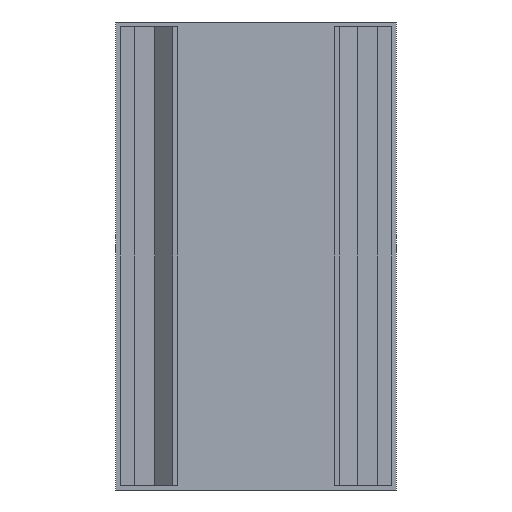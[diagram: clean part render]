
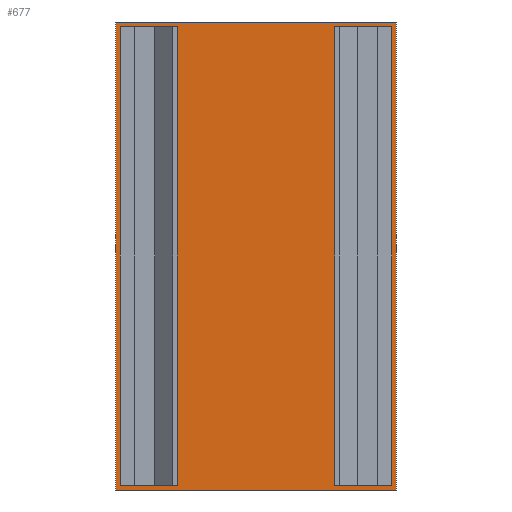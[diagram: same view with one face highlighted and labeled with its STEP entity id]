
A CAD part, front view. The second image highlights one B-rep face of the part: STEP entity #677.
In plain terms, the highlighted planar face has unit normal (0, -1, 0).
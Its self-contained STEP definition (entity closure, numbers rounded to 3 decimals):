
#15=FACE_BOUND('',#60,.T.);
#16=FACE_BOUND('',#61,.T.);
#23=FACE_OUTER_BOUND('',#59,.T.);
#59=EDGE_LOOP('',(#482,#483,#484,#485));
#60=EDGE_LOOP('',(#486,#487,#488,#489));
#61=EDGE_LOOP('',(#490,#491,#492,#493));
#94=LINE('',#942,#190);
#96=LINE('',#948,#192);
#106=LINE('',#967,#202);
#107=LINE('',#970,#203);
#117=LINE('',#990,#213);
#124=LINE('',#1005,#220);
#125=LINE('',#1007,#221);
#126=LINE('',#1009,#222);
#127=LINE('',#1010,#223);
#128=LINE('',#1011,#224);
#129=LINE('',#1013,#225);
#130=LINE('',#1014,#226);
#190=VECTOR('',#770,10.);
#192=VECTOR('',#774,10.);
#202=VECTOR('',#786,10.);
#203=VECTOR('',#789,10.);
#213=VECTOR('',#803,10.);
#220=VECTOR('',#812,10.);
#221=VECTOR('',#813,10.);
#222=VECTOR('',#814,10.);
#223=VECTOR('',#815,10.);
#224=VECTOR('',#816,10.);
#225=VECTOR('',#817,10.);
#226=VECTOR('',#818,10.);
#284=VERTEX_POINT('',#936);
#286=VERTEX_POINT('',#940);
#287=VERTEX_POINT('',#944);
#289=VERTEX_POINT('',#947);
#297=VERTEX_POINT('',#965);
#298=VERTEX_POINT('',#969);
#306=VERTEX_POINT('',#989);
#312=VERTEX_POINT('',#1003);
#313=VERTEX_POINT('',#1004);
#314=VERTEX_POINT('',#1006);
#315=VERTEX_POINT('',#1008);
#316=VERTEX_POINT('',#1012);
#350=EDGE_CURVE('',#284,#286,#94,.T.);
#352=EDGE_CURVE('',#287,#289,#96,.T.);
#362=EDGE_CURVE('',#287,#297,#106,.T.);
#363=EDGE_CURVE('',#298,#284,#107,.T.);
#373=EDGE_CURVE('',#306,#289,#117,.T.);
#380=EDGE_CURVE('',#312,#313,#124,.T.);
#381=EDGE_CURVE('',#312,#314,#125,.T.);
#382=EDGE_CURVE('',#315,#314,#126,.T.);
#383=EDGE_CURVE('',#313,#315,#127,.T.);
#384=EDGE_CURVE('',#297,#306,#128,.T.);
#385=EDGE_CURVE('',#286,#316,#129,.T.);
#386=EDGE_CURVE('',#316,#298,#130,.T.);
#482=ORIENTED_EDGE('',*,*,#380,.F.);
#483=ORIENTED_EDGE('',*,*,#381,.T.);
#484=ORIENTED_EDGE('',*,*,#382,.F.);
#485=ORIENTED_EDGE('',*,*,#383,.F.);
#486=ORIENTED_EDGE('',*,*,#362,.T.);
#487=ORIENTED_EDGE('',*,*,#384,.T.);
#488=ORIENTED_EDGE('',*,*,#373,.T.);
#489=ORIENTED_EDGE('',*,*,#352,.F.);
#490=ORIENTED_EDGE('',*,*,#350,.T.);
#491=ORIENTED_EDGE('',*,*,#385,.T.);
#492=ORIENTED_EDGE('',*,*,#386,.T.);
#493=ORIENTED_EDGE('',*,*,#363,.T.);
#641=PLANE('',#733);
#677=ADVANCED_FACE('',(#23,#15,#16),#641,.T.);
#733=AXIS2_PLACEMENT_3D('',#1002,#810,#811);
#770=DIRECTION('',(0.,0.,-1.));
#774=DIRECTION('',(0.,0.,-1.));
#786=DIRECTION('',(1.,0.,0.));
#789=DIRECTION('',(1.,0.,0.));
#803=DIRECTION('',(-1.,0.,0.));
#810=DIRECTION('center_axis',(0.,-1.,0.));
#811=DIRECTION('ref_axis',(-1.,0.,0.));
#812=DIRECTION('',(1.,0.,0.));
#813=DIRECTION('',(0.,0.,-1.));
#814=DIRECTION('',(-1.,0.,0.));
#815=DIRECTION('',(0.,0.,-1.));
#816=DIRECTION('',(0.,0.,-1.));
#817=DIRECTION('',(-1.,0.,0.));
#818=DIRECTION('',(0.,0.,1.));
#936=CARTESIAN_POINT('',(-16.8,-30.,-1.));
#940=CARTESIAN_POINT('',(-16.8,-30.,-99.));
#942=CARTESIAN_POINT('',(-16.8,-30.,0.));
#944=CARTESIAN_POINT('',(16.8,-30.,-1.));
#947=CARTESIAN_POINT('',(16.8,-30.,-99.));
#948=CARTESIAN_POINT('',(16.8,-30.,0.));
#965=CARTESIAN_POINT('',(29.,-30.,-1.));
#967=CARTESIAN_POINT('',(15.,-30.,-1.));
#969=CARTESIAN_POINT('',(-29.,-30.,-1.));
#970=CARTESIAN_POINT('',(15.,-30.,-1.));
#989=CARTESIAN_POINT('',(29.,-30.,-99.));
#990=CARTESIAN_POINT('',(15.,-30.,-99.));
#1002=CARTESIAN_POINT('Origin',(30.,-30.,0.));
#1003=CARTESIAN_POINT('',(-30.,-30.,0.));
#1004=CARTESIAN_POINT('',(30.,-30.,0.));
#1005=CARTESIAN_POINT('',(-30.,-30.,0.));
#1006=CARTESIAN_POINT('',(-30.,-30.,-100.));
#1007=CARTESIAN_POINT('',(-30.,-30.,0.));
#1008=CARTESIAN_POINT('',(30.,-30.,-100.));
#1009=CARTESIAN_POINT('',(-30.,-30.,-100.));
#1010=CARTESIAN_POINT('',(30.,-30.,0.));
#1011=CARTESIAN_POINT('',(29.,-30.,0.));
#1012=CARTESIAN_POINT('',(-29.,-30.,-99.));
#1013=CARTESIAN_POINT('',(15.,-30.,-99.));
#1014=CARTESIAN_POINT('',(-29.,-30.,0.));
